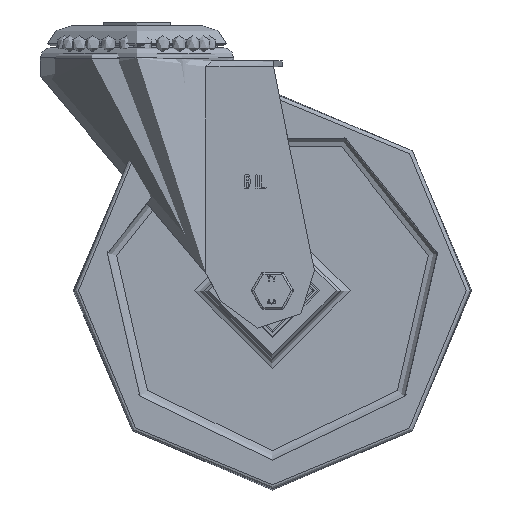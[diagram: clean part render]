
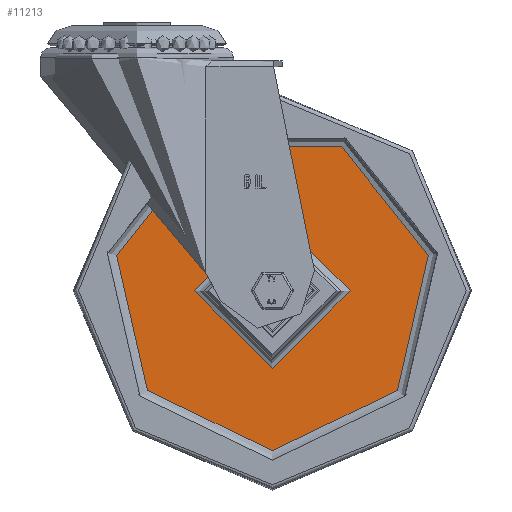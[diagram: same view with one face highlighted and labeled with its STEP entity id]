
A CAD part, front view. The second image highlights one B-rep face of the part: STEP entity #11213.
In plain terms, the highlighted planar face has unit normal (0, -1, 0).
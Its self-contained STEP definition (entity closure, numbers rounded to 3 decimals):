
#1259=FACE_BOUND('',#2391,.T.);
#1401=PLANE('',#12143);
#1705=FACE_OUTER_BOUND('',#2390,.T.);
#2390=EDGE_LOOP('',(#7838));
#2391=EDGE_LOOP('',(#7839));
#4652=CIRCLE('',#12137,80.25);
#4653=CIRCLE('',#12139,39.);
#5048=VERTEX_POINT('',#15992);
#5049=VERTEX_POINT('',#15996);
#6155=EDGE_CURVE('',#5048,#5048,#4652,.T.);
#6156=EDGE_CURVE('',#5049,#5049,#4653,.T.);
#7838=ORIENTED_EDGE('',*,*,#6155,.F.);
#7839=ORIENTED_EDGE('',*,*,#6156,.T.);
#11213=ADVANCED_FACE('',(#1705,#1259),#1401,.T.);
#12137=AXIS2_PLACEMENT_3D('',#15994,#13234,#13235);
#12139=AXIS2_PLACEMENT_3D('',#15997,#13238,#13239);
#12143=AXIS2_PLACEMENT_3D('',#16003,#13247,#13248);
#13234=DIRECTION('center_axis',(0.,1.,0.));
#13235=DIRECTION('ref_axis',(0.,0.,1.));
#13238=DIRECTION('center_axis',(0.,1.,0.));
#13239=DIRECTION('ref_axis',(0.,0.,1.));
#13247=DIRECTION('center_axis',(0.,-1.,0.));
#13248=DIRECTION('ref_axis',(0.,0.,-1.));
#15992=CARTESIAN_POINT('',(0.,-5.75,-80.25));
#15994=CARTESIAN_POINT('Origin',(0.,-5.75,0.));
#15996=CARTESIAN_POINT('',(0.,-5.75,-39.));
#15997=CARTESIAN_POINT('Origin',(0.,-5.75,0.));
#16003=CARTESIAN_POINT('Origin',(0.,-5.75,59.625));
